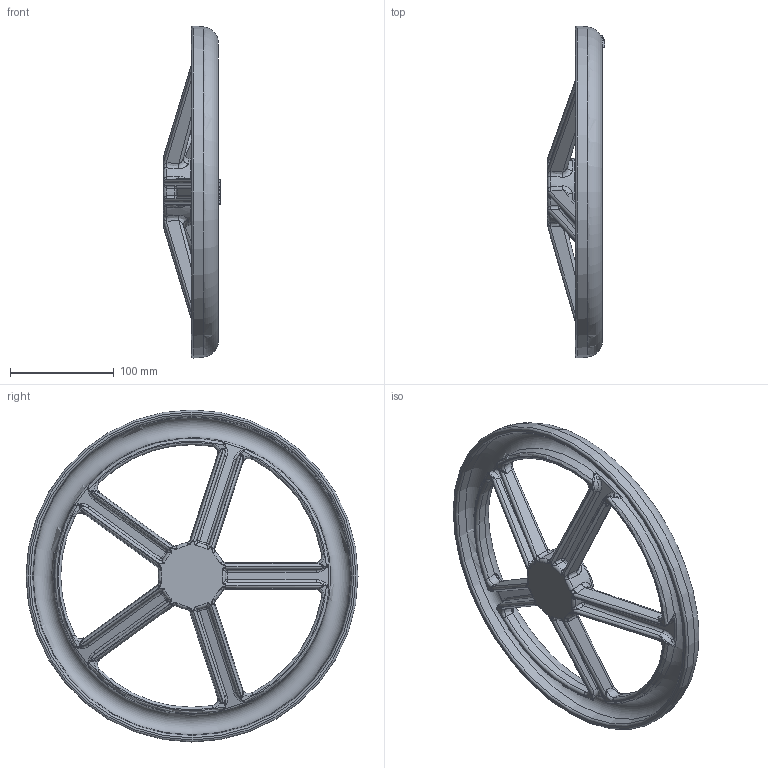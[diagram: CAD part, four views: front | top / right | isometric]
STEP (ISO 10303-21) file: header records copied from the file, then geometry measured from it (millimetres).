
FILE_DESCRIPTION (( 'STEP AP203' ), '1' );
FILE_NAME ('O_08_A_DN125-150_AA0_step.step', '2016-09-08T10:52:15', ( 'Windows User' ), ( 'AVK' ), 'SwSTEP 2.0', 'SolidWorks 2012', '' );
FILE_SCHEMA (( 'CONFIG_CONTROL_DESIGN' ));
Length unit declared in the file: millimetre
Products named in the file (1): O_08_A_DN125-150_AA0_step
Bounding box: 55 x 319.62 x 319.62 mm (x, y, z)
Volume: 540489.7 mm3; surface area: 170916.3 mm2
Topology: 1 solids, 1 shells, 545 faces, 1330 edges, 713 vertices
Faces by surface type: bspline 323, plane 91, cylinder 68, torus 29, cone 24, sphere 10
Full cylindrical faces by diameter (mm): 13 x1, 16 x1, 65 x1
Entity records: 33678 total; most frequent: CARTESIAN_POINT 24056, ORIENTED_EDGE 2492, DIRECTION 1335, EDGE_CURVE 1246, VERTEX_POINT 710, AXIS2_PLACEMENT_3D 586, B_SPLINE_CURVE_WITH_KNOTS 580, EDGE_LOOP 562
